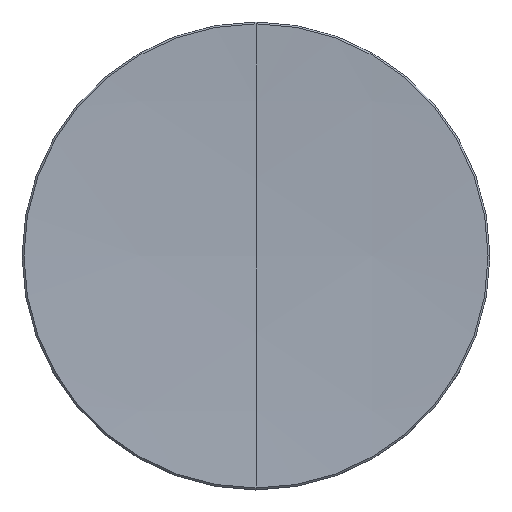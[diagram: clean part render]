
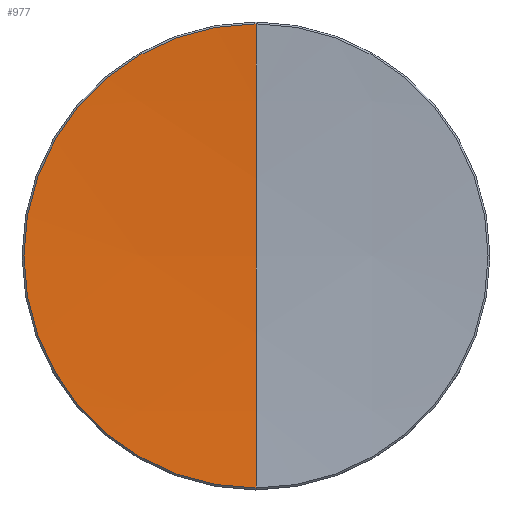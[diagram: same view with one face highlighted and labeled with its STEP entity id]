
A CAD part, top view. The second image highlights one B-rep face of the part: STEP entity #977.
In plain terms, the highlighted spherical face has radius 400 mm.
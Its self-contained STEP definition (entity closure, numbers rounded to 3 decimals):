
#815 = VERTEX_POINT ( 'NONE', #3044 ) ;
#956 = VERTEX_POINT ( 'NONE', #5368 ) ;
#957 = EDGE_CURVE ( 'NONE', #974, #956, #5329, .T. ) ;
#974 = VERTEX_POINT ( 'NONE', #5182 ) ;
#977 = ADVANCED_FACE ( 'NONE', ( #5163 ), #5180, .F. ) ;
#1012 = EDGE_CURVE ( 'NONE', #974, #815, #5672, .T. ) ;
#1014 = ORIENTED_EDGE ( 'NONE', *, *, #1019, .T. ) ;
#1019 = EDGE_CURVE ( 'NONE', #1154, #815, #5726, .T. ) ;
#1022 = ORIENTED_EDGE ( 'NONE', *, *, #957, .T. ) ;
#1036 = ORIENTED_EDGE ( 'NONE', *, *, #1012, .F. ) ;
#1080 = EDGE_LOOP ( 'NONE', ( #1022, #1169, #1014, #1036 ) ) ;
#1153 = EDGE_CURVE ( 'NONE', #956, #1154, #6342, .T. ) ;
#1154 = VERTEX_POINT ( 'NONE', #6271 ) ;
#1169 = ORIENTED_EDGE ( 'NONE', *, *, #1153, .T. ) ;
#3044 = CARTESIAN_POINT ( 'NONE',  ( 0., 0., 4.5 ) ) ;
#5163 = FACE_OUTER_BOUND ( 'NONE', #1080, .T. ) ;
#5175 = DIRECTION ( 'NONE',  ( 0., 1., 0. ) ) ;
#5180 = SPHERICAL_SURFACE ( 'NONE', #5210, 400. ) ;
#5182 = CARTESIAN_POINT ( 'NONE',  ( 0., 25.2, 5.295 ) ) ;
#5189 = DIRECTION ( 'NONE',  ( 1., 0., 0. ) ) ;
#5210 = AXIS2_PLACEMENT_3D ( 'NONE', #5212, #5189, #5175 ) ;
#5212 = CARTESIAN_POINT ( 'NONE',  ( 0., 0., 404.5 ) ) ;
#5328 = AXIS2_PLACEMENT_3D ( 'NONE', #5414, #5413, #5412 ) ;
#5329 = CIRCLE ( 'NONE', #5328, 25.2 ) ;
#5368 = CARTESIAN_POINT ( 'NONE',  ( -25.2, 0., 5.295 ) ) ;
#5412 = DIRECTION ( 'NONE',  ( 1., 0., 0. ) ) ;
#5413 = DIRECTION ( 'NONE',  ( 0., 0., 1. ) ) ;
#5414 = CARTESIAN_POINT ( 'NONE',  ( 0., 0., 5.295 ) ) ;
#5625 = CARTESIAN_POINT ( 'NONE',  ( 0., 0., 404.5 ) ) ;
#5639 = CARTESIAN_POINT ( 'NONE',  ( 0., 0., 404.5 ) ) ;
#5641 = AXIS2_PLACEMENT_3D ( 'NONE', #5639, #5749, #5748 ) ;
#5672 = CIRCLE ( 'NONE', #5673, 400. ) ;
#5673 = AXIS2_PLACEMENT_3D ( 'NONE', #5625, #5698, #5711 ) ;
#5698 = DIRECTION ( 'NONE',  ( -1., 0., 0. ) ) ;
#5711 = DIRECTION ( 'NONE',  ( 0., 0., 1. ) ) ;
#5726 = CIRCLE ( 'NONE', #5641, 400. ) ;
#5748 = DIRECTION ( 'NONE',  ( 0., 1., 0. ) ) ;
#5749 = DIRECTION ( 'NONE',  ( 1., 0., 0. ) ) ;
#6255 = DIRECTION ( 'NONE',  ( 1., 0., 0. ) ) ;
#6256 = DIRECTION ( 'NONE',  ( 0., 0., 1. ) ) ;
#6271 = CARTESIAN_POINT ( 'NONE',  ( 0., -25.2, 5.295 ) ) ;
#6273 = CARTESIAN_POINT ( 'NONE',  ( 0., 0., 5.295 ) ) ;
#6293 = AXIS2_PLACEMENT_3D ( 'NONE', #6273, #6256, #6255 ) ;
#6342 = CIRCLE ( 'NONE', #6293, 25.2 ) ;
